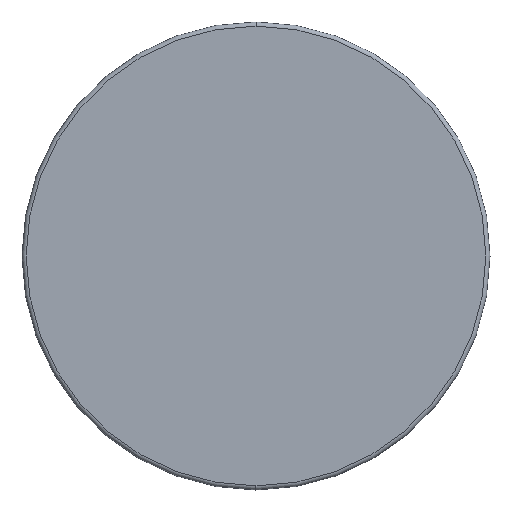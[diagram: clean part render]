
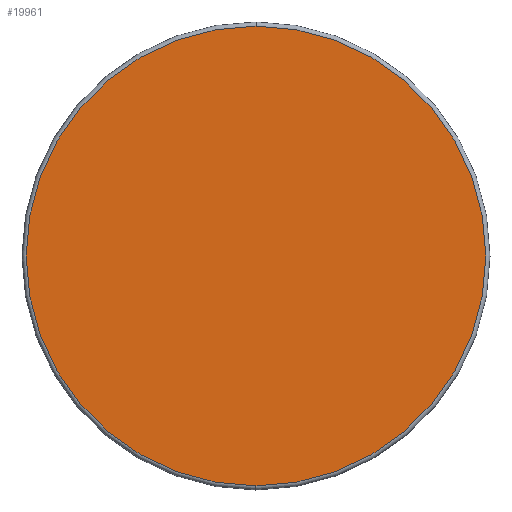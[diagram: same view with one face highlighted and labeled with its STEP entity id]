
A CAD part, left-side view. The second image highlights one B-rep face of the part: STEP entity #19961.
In plain terms, the highlighted planar face has unit normal (-1, 0, 0).
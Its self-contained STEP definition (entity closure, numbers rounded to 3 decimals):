
#1205 = EDGE_LOOP ( 'NONE', ( #7410, #3263 ) ) ;
#1905 = DIRECTION ( 'NONE',  ( -1., 0., 0. ) ) ;
#3263 = ORIENTED_EDGE ( 'NONE', *, *, #11467, .T. ) ;
#4572 = DIRECTION ( 'NONE',  ( 1., 0., 0. ) ) ;
#5625 = DIRECTION ( 'NONE',  ( 0., 0., 1. ) ) ;
#6679 = PLANE ( 'NONE',  #22677 ) ;
#7410 = ORIENTED_EDGE ( 'NONE', *, *, #23254, .T. ) ;
#9933 = CARTESIAN_POINT ( 'NONE',  ( 0., 0., -16.55 ) ) ;
#10013 = FACE_OUTER_BOUND ( 'NONE', #1205, .T. ) ;
#10366 = VERTEX_POINT ( 'NONE', #9933 ) ;
#11467 = EDGE_CURVE ( 'NONE', #10366, #12717, #24330, .T. ) ;
#12663 = DIRECTION ( 'NONE',  ( 0., 0., 1. ) ) ;
#12717 = VERTEX_POINT ( 'NONE', #20432 ) ;
#14503 = CARTESIAN_POINT ( 'NONE',  ( 0., 0., 0. ) ) ;
#14539 = AXIS2_PLACEMENT_3D ( 'NONE', #20760, #1905, #5625 ) ;
#16922 = CIRCLE ( 'NONE', #19684, 16.55 ) ;
#17515 = DIRECTION ( 'NONE',  ( 0., 0., -1. ) ) ;
#19684 = AXIS2_PLACEMENT_3D ( 'NONE', #14503, #20163, #12663 ) ;
#19845 = CARTESIAN_POINT ( 'NONE',  ( 0., 0., 0. ) ) ;
#19961 = ADVANCED_FACE ( 'NONE', ( #10013 ), #6679, .F. ) ;
#20163 = DIRECTION ( 'NONE',  ( -1., 0., 0. ) ) ;
#20432 = CARTESIAN_POINT ( 'NONE',  ( 0., 0., 16.55 ) ) ;
#20760 = CARTESIAN_POINT ( 'NONE',  ( 0., 0., 0. ) ) ;
#22677 = AXIS2_PLACEMENT_3D ( 'NONE', #19845, #4572, #17515 ) ;
#23254 = EDGE_CURVE ( 'NONE', #12717, #10366, #16922, .T. ) ;
#24330 = CIRCLE ( 'NONE', #14539, 16.55 ) ;
